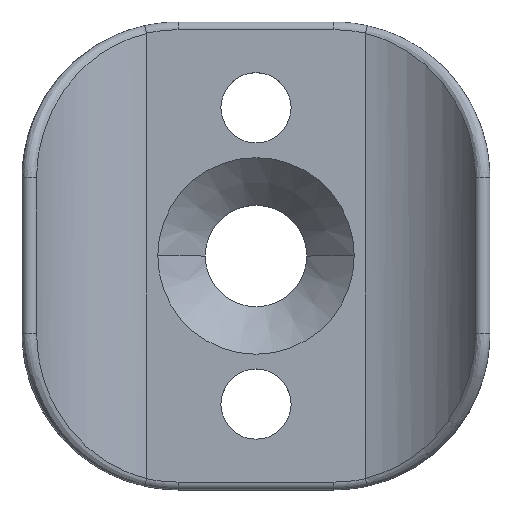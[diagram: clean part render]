
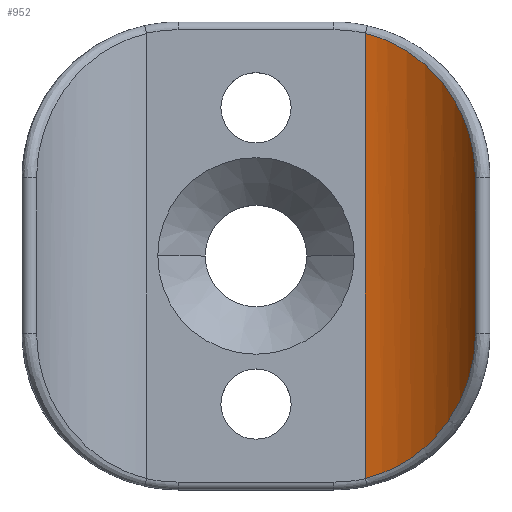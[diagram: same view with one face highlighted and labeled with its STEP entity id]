
A CAD part, top view. The second image highlights one B-rep face of the part: STEP entity #952.
In plain terms, the highlighted cylindrical face has radius 10.2 mm (diameter 20.4 mm), a partial arc.
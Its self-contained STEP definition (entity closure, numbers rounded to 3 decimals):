
#451 = CARTESIAN_POINT ( 'NONE',  ( 7.01, -14.263, 5. ) ) ;
#452 = CARTESIAN_POINT ( 'NONE',  ( 7.562, -14.131, 5.111 ) ) ;
#473 = CARTESIAN_POINT ( 'NONE',  ( 14.056, 5.581, 10.307 ) ) ;
#474 = CARTESIAN_POINT ( 'NONE',  ( 14.056, 5., 10.307 ) ) ;
#475 = CARTESIAN_POINT ( 'NONE',  ( 8.084, -13.95, 5.263 ) ) ;
#476 = CARTESIAN_POINT ( 'NONE',  ( 8.829, -13.614, 5.542 ) ) ;
#477 = CARTESIAN_POINT ( 'NONE',  ( 9.071, -13.491, 5.644 ) ) ;
#478 = CARTESIAN_POINT ( 'NONE',  ( 9.533, -13.229, 5.859 ) ) ;
#479 = CARTESIAN_POINT ( 'NONE',  ( 9.754, -13.09, 5.972 ) ) ;
#480 = CARTESIAN_POINT ( 'NONE',  ( 10.394, -12.65, 6.329 ) ) ;
#481 = CARTESIAN_POINT ( 'NONE',  ( 10.787, -12.326, 6.588 ) ) ;
#482 = CARTESIAN_POINT ( 'NONE',  ( 11.513, -11.621, 7.137 ) ) ;
#483 = CARTESIAN_POINT ( 'NONE',  ( 11.839, -11.247, 7.422 ) ) ;
#484 = CARTESIAN_POINT ( 'NONE',  ( 12.426, -10.461, 7.995 ) ) ;
#485 = CARTESIAN_POINT ( 'NONE',  ( 12.687, -10.047, 8.285 ) ) ;
#486 = CARTESIAN_POINT ( 'NONE',  ( 13.15, -9.173, 8.855 ) ) ;
#487 = CARTESIAN_POINT ( 'NONE',  ( 13.352, -8.709, 9.137 ) ) ;
#488 = CARTESIAN_POINT ( 'NONE',  ( 13.685, -7.739, 9.643 ) ) ;
#489 = CARTESIAN_POINT ( 'NONE',  ( 13.819, -7.231, 9.871 ) ) ;
#490 = CARTESIAN_POINT ( 'NONE',  ( 14.006, -6.141, 10.207 ) ) ;
#491 = CARTESIAN_POINT ( 'NONE',  ( 14.056, -5.581, 10.307 ) ) ;
#492 = CARTESIAN_POINT ( 'NONE',  ( 14.056, -5., 10.307 ) ) ;
#495 = CARTESIAN_POINT ( 'NONE',  ( 14.006, 6.141, 10.207 ) ) ;
#496 = CARTESIAN_POINT ( 'NONE',  ( 13.819, 7.231, 9.871 ) ) ;
#497 = CARTESIAN_POINT ( 'NONE',  ( 13.685, 7.739, 9.643 ) ) ;
#498 = CARTESIAN_POINT ( 'NONE',  ( 13.352, 8.709, 9.137 ) ) ;
#499 = CARTESIAN_POINT ( 'NONE',  ( 13.15, 9.173, 8.855 ) ) ;
#500 = CARTESIAN_POINT ( 'NONE',  ( 12.687, 10.047, 8.285 ) ) ;
#501 = CARTESIAN_POINT ( 'NONE',  ( 12.426, 10.461, 7.995 ) ) ;
#502 = CARTESIAN_POINT ( 'NONE',  ( 11.839, 11.247, 7.422 ) ) ;
#503 = CARTESIAN_POINT ( 'NONE',  ( 11.513, 11.621, 7.137 ) ) ;
#504 = CARTESIAN_POINT ( 'NONE',  ( 10.787, 12.326, 6.588 ) ) ;
#505 = CARTESIAN_POINT ( 'NONE',  ( 10.394, 12.65, 6.329 ) ) ;
#506 = CARTESIAN_POINT ( 'NONE',  ( 9.754, 13.09, 5.972 ) ) ;
#507 = CARTESIAN_POINT ( 'NONE',  ( 9.533, 13.229, 5.859 ) ) ;
#508 = CARTESIAN_POINT ( 'NONE',  ( 9.071, 13.491, 5.644 ) ) ;
#509 = CARTESIAN_POINT ( 'NONE',  ( 8.829, 13.614, 5.542 ) ) ;
#510 = CARTESIAN_POINT ( 'NONE',  ( 8.084, 13.95, 5.263 ) ) ;
#511 = CARTESIAN_POINT ( 'NONE',  ( 7.562, 14.131, 5.111 ) ) ;
#512 = CARTESIAN_POINT ( 'NONE',  ( 7.01, 14.263, 5. ) ) ;
#513 = CARTESIAN_POINT ( 'NONE',  ( 14.056, 15., 10.307 ) ) ;
#514 = DIRECTION ( 'NONE',  ( 0., 1., 0. ) ) ;
#952 = ADVANCED_FACE ( 'NONE', ( #2962 ), #2954, .F. ) ;
#1052 = B_SPLINE_CURVE_WITH_KNOTS ( 'NONE', 3,
 ( #451, #452, #475, #476, #477, #478, #479, #480, #481, #482, #483, #484, #485, #486, #487, #488, #489, #490, #491, #492 ),
 .UNSPECIFIED., .F., .F.,
 ( 4, 2, 2, 2, 2, 2, 2, 2, 2, 4 ),
 ( 0., 0.002, 0.003, 0.003, 0.005, 0.007, 0.009, 0.01, 0.012, 0.014 ),
 .UNSPECIFIED. ) ;
#1053 = B_SPLINE_CURVE_WITH_KNOTS ( 'NONE', 3,
 ( #474, #473, #495, #496, #497, #498, #499, #500, #501, #502, #503, #504, #505, #506, #507, #508, #509, #510, #511, #512 ),
 .UNSPECIFIED., .F., .F.,
 ( 4, 2, 2, 2, 2, 2, 2, 2, 2, 4 ),
 ( 0., 0.002, 0.003, 0.005, 0.007, 0.009, 0.01, 0.011, 0.012, 0.014 ),
 .UNSPECIFIED. ) ;
#1063 = DIRECTION ( 'NONE',  ( 0., -1., 0. ) ) ;
#1069 = CARTESIAN_POINT ( 'NONE',  ( 7.01, 15., 5. ) ) ;
#1342 = VERTEX_POINT ( 'NONE', #2512 ) ;
#1393 = VERTEX_POINT ( 'NONE', #2470 ) ;
#1412 = VERTEX_POINT ( 'NONE', #2438 ) ;
#1437 = VERTEX_POINT ( 'NONE', #2404 ) ;
#1954 = DIRECTION ( 'NONE',  ( 0., 0., -1. ) ) ;
#1956 = DIRECTION ( 'NONE',  ( 0., -1., 0. ) ) ;
#1958 = CARTESIAN_POINT ( 'NONE',  ( 5., 15., 15. ) ) ;
#2158 = AXIS2_PLACEMENT_3D ( 'NONE', #1958, #1956, #1954 ) ;
#2207 = EDGE_CURVE ( 'NONE', #1412, #1393, #2841, .T. ) ;
#2304 = EDGE_CURVE ( 'NONE', #1393, #1342, #1052, .T. ) ;
#2305 = EDGE_CURVE ( 'NONE', #1437, #1412, #1053, .T. ) ;
#2306 = EDGE_CURVE ( 'NONE', #1342, #1437, #2737, .T. ) ;
#2404 = CARTESIAN_POINT ( 'NONE',  ( 14.056, 5., 10.307 ) ) ;
#2438 = CARTESIAN_POINT ( 'NONE',  ( 7.01, 14.263, 5. ) ) ;
#2470 = CARTESIAN_POINT ( 'NONE',  ( 7.01, -14.263, 5. ) ) ;
#2512 = CARTESIAN_POINT ( 'NONE',  ( 14.056, -5., 10.307 ) ) ;
#2728 = VECTOR ( 'NONE', #514, 1000. ) ;
#2737 = LINE ( 'NONE', #513, #2728 ) ;
#2838 = VECTOR ( 'NONE', #1063, 1000. ) ;
#2841 = LINE ( 'NONE', #1069, #2838 ) ;
#2954 = CYLINDRICAL_SURFACE ( 'NONE', #2158, 10.2 ) ;
#2962 = FACE_OUTER_BOUND ( 'NONE', #3265, .T. ) ;
#3150 = ORIENTED_EDGE ( 'NONE', *, *, #2304, .T. ) ;
#3151 = ORIENTED_EDGE ( 'NONE', *, *, #2207, .T. ) ;
#3152 = ORIENTED_EDGE ( 'NONE', *, *, #2305, .T. ) ;
#3153 = ORIENTED_EDGE ( 'NONE', *, *, #2306, .T. ) ;
#3265 = EDGE_LOOP ( 'NONE', ( #3153, #3152, #3151, #3150 ) ) ;
